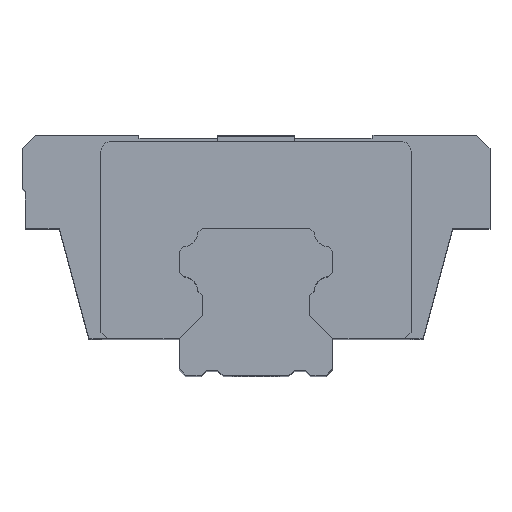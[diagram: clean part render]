
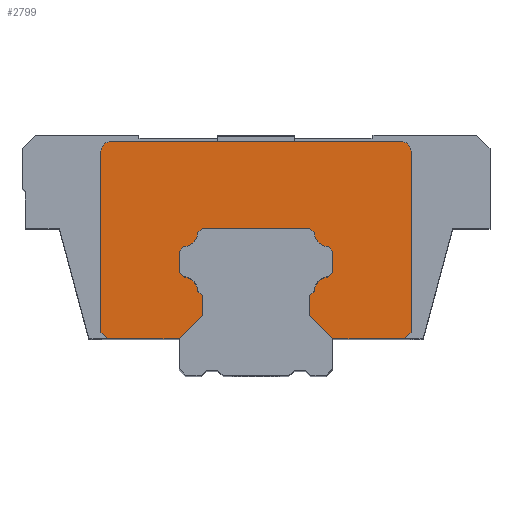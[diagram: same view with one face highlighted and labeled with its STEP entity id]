
A CAD part, top view. The second image highlights one B-rep face of the part: STEP entity #2799.
In plain terms, the highlighted planar face has unit normal (0, 0, 1).
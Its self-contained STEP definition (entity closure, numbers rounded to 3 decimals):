
#56=DIRECTION('',(0.,-1.,0.));
#57=VECTOR('',#56,3.);
#58=CARTESIAN_POINT('',(-8.05,11.95,41.));
#59=LINE('',#58,#57);
#76=DIRECTION('',(0.,-1.,0.));
#77=VECTOR('',#76,3.15);
#78=CARTESIAN_POINT('',(-11.5,18.55,41.));
#79=LINE('',#78,#77);
#104=DIRECTION('',(-1.,0.,0.));
#105=VECTOR('',#104,16.1);
#106=CARTESIAN_POINT('',(8.05,22.,41.));
#107=LINE('',#106,#105);
#128=DIRECTION('',(0.,1.,0.));
#129=VECTOR('',#128,3.15);
#130=CARTESIAN_POINT('',(11.5,15.4,41.));
#131=LINE('',#130,#129);
#152=DIRECTION('',(0.,1.,0.));
#153=VECTOR('',#152,3.);
#154=CARTESIAN_POINT('',(8.05,8.95,41.));
#155=LINE('',#154,#153);
#838=DIRECTION('',(-1.,0.,0.));
#839=VECTOR('',#838,10.7);
#840=CARTESIAN_POINT('',(-11.5,5.5,41.));
#841=LINE('',#840,#839);
#842=DIRECTION('',(0.707,-0.707,0.));
#843=VECTOR('',#842,1.414);
#844=CARTESIAN_POINT('',(-23.2,6.5,41.));
#845=LINE('',#844,#843);
#846=CARTESIAN_POINT('',(-21.7,33.5,41.));
#847=DIRECTION('',(0.,0.,1.));
#848=DIRECTION('',(0.,1.,0.));
#849=AXIS2_PLACEMENT_3D('',#846,#847,#848);
#851=CARTESIAN_POINT('',(21.7,33.5,41.));
#852=DIRECTION('',(0.,0.,1.));
#853=DIRECTION('',(1.,0.,0.));
#854=AXIS2_PLACEMENT_3D('',#851,#852,#853);
#856=DIRECTION('',(0.707,0.707,0.));
#857=VECTOR('',#856,1.414);
#858=CARTESIAN_POINT('',(22.2,5.5,41.));
#859=LINE('',#858,#857);
#860=DIRECTION('',(-1.,0.,0.));
#861=VECTOR('',#860,10.7);
#862=CARTESIAN_POINT('',(22.2,5.5,41.));
#863=LINE('',#862,#861);
#864=DIRECTION('',(0.707,-0.707,0.));
#865=VECTOR('',#864,4.879);
#866=CARTESIAN_POINT('',(8.05,8.95,41.));
#867=LINE('',#866,#865);
#868=DIRECTION('',(-0.707,-0.707,0.));
#869=VECTOR('',#868,0.918);
#870=CARTESIAN_POINT('',(8.699,12.599,41.));
#871=LINE('',#870,#869);
#872=CARTESIAN_POINT('',(10.995,12.455,41.));
#873=DIRECTION('',(0.,0.,1.));
#874=DIRECTION('',(-0.063,0.998,0.));
#875=AXIS2_PLACEMENT_3D('',#872,#873,#874);
#877=DIRECTION('',(-0.707,-0.707,0.));
#878=VECTOR('',#877,0.918);
#879=CARTESIAN_POINT('',(11.5,15.4,41.));
#880=LINE('',#879,#878);
#881=DIRECTION('',(0.707,-0.707,0.));
#882=VECTOR('',#881,0.918);
#883=CARTESIAN_POINT('',(10.851,19.199,41.));
#884=LINE('',#883,#882);
#885=CARTESIAN_POINT('',(10.995,21.495,41.));
#886=DIRECTION('',(0.,0.,1.));
#887=DIRECTION('',(-0.998,-0.063,0.));
#888=AXIS2_PLACEMENT_3D('',#885,#886,#887);
#890=DIRECTION('',(0.707,-0.707,0.));
#891=VECTOR('',#890,0.918);
#892=CARTESIAN_POINT('',(8.05,22.,41.));
#893=LINE('',#892,#891);
#894=DIRECTION('',(0.707,0.707,0.));
#895=VECTOR('',#894,0.918);
#896=CARTESIAN_POINT('',(-8.699,21.351,41.));
#897=LINE('',#896,#895);
#898=CARTESIAN_POINT('',(-10.995,21.495,41.));
#899=DIRECTION('',(0.,0.,1.));
#900=DIRECTION('',(0.063,-0.998,0.));
#901=AXIS2_PLACEMENT_3D('',#898,#899,#900);
#903=DIRECTION('',(0.707,0.707,0.));
#904=VECTOR('',#903,0.918);
#905=CARTESIAN_POINT('',(-11.5,18.55,41.));
#906=LINE('',#905,#904);
#907=DIRECTION('',(-0.707,0.707,0.));
#908=VECTOR('',#907,0.918);
#909=CARTESIAN_POINT('',(-10.851,14.751,41.));
#910=LINE('',#909,#908);
#911=CARTESIAN_POINT('',(-10.995,12.455,41.));
#912=DIRECTION('',(0.,0.,1.));
#913=DIRECTION('',(0.998,0.063,0.));
#914=AXIS2_PLACEMENT_3D('',#911,#912,#913);
#916=DIRECTION('',(-0.707,0.707,0.));
#917=VECTOR('',#916,0.918);
#918=CARTESIAN_POINT('',(-8.05,11.95,41.));
#919=LINE('',#918,#917);
#920=DIRECTION('',(0.707,0.707,0.));
#921=VECTOR('',#920,4.879);
#922=CARTESIAN_POINT('',(-11.5,5.5,41.));
#923=LINE('',#922,#921);
#932=DIRECTION('',(0.,1.,0.));
#933=VECTOR('',#932,27.);
#934=CARTESIAN_POINT('',(-23.2,6.5,41.));
#935=LINE('',#934,#933);
#956=DIRECTION('',(1.,0.,0.));
#957=VECTOR('',#956,43.4);
#958=CARTESIAN_POINT('',(-21.7,35.,41.));
#959=LINE('',#958,#957);
#1004=DIRECTION('',(0.,-1.,0.));
#1005=VECTOR('',#1004,27.);
#1006=CARTESIAN_POINT('',(23.2,33.5,41.));
#1007=LINE('',#1006,#1005);
#1367=CARTESIAN_POINT('',(8.05,8.95,41.));
#1368=CARTESIAN_POINT('',(11.5,5.5,41.));
#1369=VERTEX_POINT('',#1367);
#1370=VERTEX_POINT('',#1368);
#1371=CARTESIAN_POINT('',(10.851,14.751,41.));
#1372=CARTESIAN_POINT('',(8.699,12.599,41.));
#1373=VERTEX_POINT('',#1371);
#1374=VERTEX_POINT('',#1372);
#1375=CARTESIAN_POINT('',(10.851,19.199,41.));
#1376=CARTESIAN_POINT('',(11.5,18.55,41.));
#1377=VERTEX_POINT('',#1375);
#1378=VERTEX_POINT('',#1376);
#1379=CARTESIAN_POINT('',(8.05,11.95,41.));
#1380=VERTEX_POINT('',#1379);
#1381=CARTESIAN_POINT('',(-10.851,14.751,41.));
#1382=CARTESIAN_POINT('',(-11.5,15.4,41.));
#1383=VERTEX_POINT('',#1381);
#1384=VERTEX_POINT('',#1382);
#1385=CARTESIAN_POINT('',(-8.699,12.599,41.));
#1386=VERTEX_POINT('',#1385);
#1387=CARTESIAN_POINT('',(-10.851,19.199,41.));
#1388=CARTESIAN_POINT('',(-8.699,21.351,41.));
#1389=VERTEX_POINT('',#1387);
#1390=VERTEX_POINT('',#1388);
#1391=CARTESIAN_POINT('',(-8.05,22.,41.));
#1392=VERTEX_POINT('',#1391);
#1393=CARTESIAN_POINT('',(-11.5,5.5,41.));
#1394=CARTESIAN_POINT('',(-8.05,8.95,41.));
#1395=VERTEX_POINT('',#1393);
#1396=VERTEX_POINT('',#1394);
#1397=CARTESIAN_POINT('',(8.05,22.,41.));
#1398=VERTEX_POINT('',#1397);
#1399=CARTESIAN_POINT('',(-11.5,18.55,41.));
#1400=VERTEX_POINT('',#1399);
#1401=CARTESIAN_POINT('',(-8.05,11.95,41.));
#1402=VERTEX_POINT('',#1401);
#1403=CARTESIAN_POINT('',(11.5,15.4,41.));
#1404=VERTEX_POINT('',#1403);
#1405=CARTESIAN_POINT('',(8.699,21.351,41.));
#1406=VERTEX_POINT('',#1405);
#1407=CARTESIAN_POINT('',(-23.2,6.5,41.));
#1408=CARTESIAN_POINT('',(-22.2,5.5,41.));
#1409=VERTEX_POINT('',#1407);
#1410=VERTEX_POINT('',#1408);
#1411=CARTESIAN_POINT('',(23.2,33.5,41.));
#1412=CARTESIAN_POINT('',(23.2,6.5,41.));
#1413=VERTEX_POINT('',#1411);
#1414=VERTEX_POINT('',#1412);
#1415=CARTESIAN_POINT('',(21.7,35.,41.));
#1416=VERTEX_POINT('',#1415);
#1417=CARTESIAN_POINT('',(22.2,5.5,41.));
#1418=VERTEX_POINT('',#1417);
#1419=CARTESIAN_POINT('',(-23.2,33.5,41.));
#1420=VERTEX_POINT('',#1419);
#1421=CARTESIAN_POINT('',(-21.7,35.,41.));
#1422=VERTEX_POINT('',#1421);
#2758=CARTESIAN_POINT('',(11.5,0.,41.));
#2759=DIRECTION('',(0.,0.,-1.));
#2760=DIRECTION('',(-1.,0.,0.));
#2761=AXIS2_PLACEMENT_3D('',#2758,#2759,#2760);
#2762=PLANE('',#2761);
#2763=ORIENTED_EDGE('',*,*,#1549,.T.);
#2765=ORIENTED_EDGE('',*,*,#2764,.F.);
#2767=ORIENTED_EDGE('',*,*,#2766,.T.);
#2769=ORIENTED_EDGE('',*,*,#2768,.F.);
#2771=ORIENTED_EDGE('',*,*,#2770,.T.);
#2773=ORIENTED_EDGE('',*,*,#2772,.F.);
#2775=ORIENTED_EDGE('',*,*,#2774,.T.);
#2776=ORIENTED_EDGE('',*,*,#2750,.F.);
#2777=ORIENTED_EDGE('',*,*,#1849,.T.);
#2778=ORIENTED_EDGE('',*,*,#1834,.F.);
#2779=ORIENTED_EDGE('',*,*,#1819,.T.);
#2780=ORIENTED_EDGE('',*,*,#1804,.F.);
#2781=ORIENTED_EDGE('',*,*,#1789,.F.);
#2782=ORIENTED_EDGE('',*,*,#1774,.F.);
#2783=ORIENTED_EDGE('',*,*,#1759,.T.);
#2784=ORIENTED_EDGE('',*,*,#1744,.F.);
#2785=ORIENTED_EDGE('',*,*,#1729,.F.);
#2786=ORIENTED_EDGE('',*,*,#1714,.F.);
#2787=ORIENTED_EDGE('',*,*,#1699,.T.);
#2788=ORIENTED_EDGE('',*,*,#1684,.F.);
#2789=ORIENTED_EDGE('',*,*,#1669,.F.);
#2790=ORIENTED_EDGE('',*,*,#1654,.F.);
#2791=ORIENTED_EDGE('',*,*,#1639,.T.);
#2792=ORIENTED_EDGE('',*,*,#1624,.F.);
#2793=ORIENTED_EDGE('',*,*,#1609,.F.);
#2794=ORIENTED_EDGE('',*,*,#1594,.F.);
#2795=ORIENTED_EDGE('',*,*,#1579,.T.);
#2796=ORIENTED_EDGE('',*,*,#1564,.F.);
#2797=EDGE_LOOP('',(#2763,#2765,#2767,#2769,#2771,#2773,#2775,#2776,#2777,#2778,
#2779,#2780,#2781,#2782,#2783,#2784,#2785,#2786,#2787,#2788,#2789,#2790,#2791,
#2792,#2793,#2794,#2795,#2796));
#2798=FACE_OUTER_BOUND('',#2797,.F.);
#2799=ADVANCED_FACE('',(#2798),#2762,.F.);
#850=CIRCLE('',#849,1.5);
#855=CIRCLE('',#854,1.5);
#876=CIRCLE('',#875,2.3);
#889=CIRCLE('',#888,2.3);
#902=CIRCLE('',#901,2.3);
#915=CIRCLE('',#914,2.3);
#1549=EDGE_CURVE('',#1395,#1410,#841,.T.);
#1564=EDGE_CURVE('',#1395,#1396,#923,.T.);
#1579=EDGE_CURVE('',#1402,#1396,#59,.T.);
#1594=EDGE_CURVE('',#1402,#1386,#919,.T.);
#1609=EDGE_CURVE('',#1386,#1383,#915,.T.);
#1624=EDGE_CURVE('',#1383,#1384,#910,.T.);
#1639=EDGE_CURVE('',#1400,#1384,#79,.T.);
#1654=EDGE_CURVE('',#1400,#1389,#906,.T.);
#1669=EDGE_CURVE('',#1389,#1390,#902,.T.);
#1684=EDGE_CURVE('',#1390,#1392,#897,.T.);
#1699=EDGE_CURVE('',#1398,#1392,#107,.T.);
#1714=EDGE_CURVE('',#1398,#1406,#893,.T.);
#1729=EDGE_CURVE('',#1406,#1377,#889,.T.);
#1744=EDGE_CURVE('',#1377,#1378,#884,.T.);
#1759=EDGE_CURVE('',#1404,#1378,#131,.T.);
#1774=EDGE_CURVE('',#1404,#1373,#880,.T.);
#1789=EDGE_CURVE('',#1373,#1374,#876,.T.);
#1804=EDGE_CURVE('',#1374,#1380,#871,.T.);
#1819=EDGE_CURVE('',#1369,#1380,#155,.T.);
#1834=EDGE_CURVE('',#1369,#1370,#867,.T.);
#1849=EDGE_CURVE('',#1418,#1370,#863,.T.);
#2750=EDGE_CURVE('',#1418,#1414,#859,.T.);
#2764=EDGE_CURVE('',#1409,#1410,#845,.T.);
#2766=EDGE_CURVE('',#1409,#1420,#935,.T.);
#2768=EDGE_CURVE('',#1422,#1420,#850,.T.);
#2770=EDGE_CURVE('',#1422,#1416,#959,.T.);
#2772=EDGE_CURVE('',#1413,#1416,#855,.T.);
#2774=EDGE_CURVE('',#1413,#1414,#1007,.T.);
